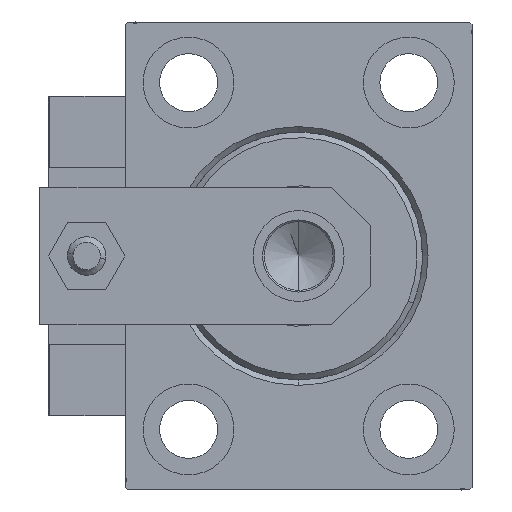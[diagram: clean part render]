
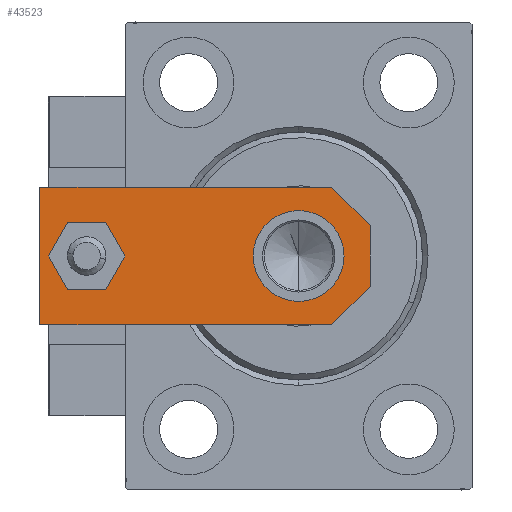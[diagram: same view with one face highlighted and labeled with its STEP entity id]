
A CAD part, left-side view. The second image highlights one B-rep face of the part: STEP entity #43523.
In plain terms, the highlighted face is planar.
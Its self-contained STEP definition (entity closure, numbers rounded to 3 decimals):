
#1252 = DIRECTION ( 'NONE',  ( 1., 0., 0. ) ) ;
#1625 = FACE_BOUND ( 'NONE', #17141, .T. ) ;
#1815 = AXIS2_PLACEMENT_3D ( 'NONE', #43344, #16896, #8688 ) ;
#2238 = LINE ( 'NONE', #41992, #30853 ) ;
#2563 = LINE ( 'NONE', #11267, #12484 ) ;
#4342 = AXIS2_PLACEMENT_3D ( 'NONE', #21177, #41184, #5784 ) ;
#4720 = CARTESIAN_POINT ( 'NONE',  ( 5.5, 0., 6. ) ) ;
#5627 = EDGE_CURVE ( 'NONE', #27670, #31725, #29522, .T. ) ;
#5784 = DIRECTION ( 'NONE',  ( 1., 0., 0. ) ) ;
#5972 = EDGE_CURVE ( 'NONE', #14660, #47491, #46941, .T. ) ;
#6439 = ORIENTED_EDGE ( 'NONE', *, *, #40897, .T. ) ;
#8688 = DIRECTION ( 'NONE',  ( 1., 0., 0. ) ) ;
#8814 = DIRECTION ( 'NONE',  ( 1., 0., 0. ) ) ;
#8916 = ORIENTED_EDGE ( 'NONE', *, *, #5972, .T. ) ;
#9016 = EDGE_CURVE ( 'NONE', #31725, #35622, #39782, .T. ) ;
#9718 = CARTESIAN_POINT ( 'NONE',  ( -12.5, 0., 6. ) ) ;
#10151 = AXIS2_PLACEMENT_3D ( 'NONE', #31653, #36513, #8814 ) ;
#10991 = ORIENTED_EDGE ( 'NONE', *, *, #5627, .T. ) ;
#11267 = CARTESIAN_POINT ( 'NONE',  ( 2.75, -2.75, 6. ) ) ;
#11630 = CARTESIAN_POINT ( 'NONE',  ( 8.25, 13., 6. ) ) ;
#12182 = CARTESIAN_POINT ( 'NONE',  ( 0., 13., 6. ) ) ;
#12395 = CARTESIAN_POINT ( 'NONE',  ( 12.5, 0., 6. ) ) ;
#12484 = VECTOR ( 'NONE', #41824, 1000. ) ;
#12626 = EDGE_CURVE ( 'NONE', #24966, #16918, #16458, .T. ) ;
#12849 = CIRCLE ( 'NONE', #21862, 8.25 ) ;
#13842 = EDGE_LOOP ( 'NONE', ( #32006, #14012 ) ) ;
#14012 = ORIENTED_EDGE ( 'NONE', *, *, #36252, .F. ) ;
#14660 = VERTEX_POINT ( 'NONE', #34818 ) ;
#15083 = CARTESIAN_POINT ( 'NONE',  ( -8.25, 13., 6. ) ) ;
#16458 = CIRCLE ( 'NONE', #44293, 4. ) ;
#16563 = CIRCLE ( 'NONE', #1815, 4. ) ;
#16896 = DIRECTION ( 'NONE',  ( 0., 0., 1. ) ) ;
#16918 = VERTEX_POINT ( 'NONE', #45618 ) ;
#16995 = EDGE_CURVE ( 'NONE', #35622, #14660, #2238, .T. ) ;
#17141 = EDGE_LOOP ( 'NONE', ( #48991, #47914 ) ) ;
#17524 = LINE ( 'NONE', #12395, #33412 ) ;
#18379 = DIRECTION ( 'NONE',  ( 0.707, -0.707, 0. ) ) ;
#20584 = PLANE ( 'NONE',  #10151 ) ;
#21177 = CARTESIAN_POINT ( 'NONE',  ( 0., 13., 6. ) ) ;
#21862 = AXIS2_PLACEMENT_3D ( 'NONE', #12182, #23971, #39629 ) ;
#22464 = ORIENTED_EDGE ( 'NONE', *, *, #16995, .T. ) ;
#23129 = CARTESIAN_POINT ( 'NONE',  ( -12.5, 60., 6. ) ) ;
#23219 = ORIENTED_EDGE ( 'NONE', *, *, #9016, .T. ) ;
#23368 = DIRECTION ( 'NONE',  ( 0., -1., 0. ) ) ;
#23445 = DIRECTION ( 'NONE',  ( 1., 0., 0. ) ) ;
#23971 = DIRECTION ( 'NONE',  ( 0., 0., 1. ) ) ;
#24962 = DIRECTION ( 'NONE',  ( 0., 1., 0. ) ) ;
#24966 = VERTEX_POINT ( 'NONE', #39014 ) ;
#25223 = VECTOR ( 'NONE', #1252, 1000. ) ;
#27670 = VERTEX_POINT ( 'NONE', #41702 ) ;
#29495 = EDGE_LOOP ( 'NONE', ( #23219, #22464, #8916, #6439, #36893, #10991 ) ) ;
#29522 = LINE ( 'NONE', #44932, #34247 ) ;
#30206 = EDGE_CURVE ( 'NONE', #34669, #30839, #12849, .T. ) ;
#30839 = VERTEX_POINT ( 'NONE', #15083 ) ;
#30853 = VECTOR ( 'NONE', #18379, 1000. ) ;
#31321 = CARTESIAN_POINT ( 'NONE',  ( -12.5, 60., 6. ) ) ;
#31653 = CARTESIAN_POINT ( 'NONE',  ( 0., 0., 6. ) ) ;
#31725 = VERTEX_POINT ( 'NONE', #23129 ) ;
#32006 = ORIENTED_EDGE ( 'NONE', *, *, #12626, .F. ) ;
#33412 = VECTOR ( 'NONE', #24962, 1000. ) ;
#34247 = VECTOR ( 'NONE', #49268, 1000. ) ;
#34503 = CARTESIAN_POINT ( 'NONE',  ( -12.5, 7., 6. ) ) ;
#34669 = VERTEX_POINT ( 'NONE', #11630 ) ;
#34818 = CARTESIAN_POINT ( 'NONE',  ( -5.5, 0., 6. ) ) ;
#35622 = VERTEX_POINT ( 'NONE', #34503 ) ;
#35791 = EDGE_CURVE ( 'NONE', #50642, #27670, #17524, .T. ) ;
#36252 = EDGE_CURVE ( 'NONE', #16918, #24966, #16563, .T. ) ;
#36513 = DIRECTION ( 'NONE',  ( 0., 0., 1. ) ) ;
#36882 = CARTESIAN_POINT ( 'NONE',  ( 12.5, 7., 6. ) ) ;
#36893 = ORIENTED_EDGE ( 'NONE', *, *, #35791, .T. ) ;
#38545 = EDGE_CURVE ( 'NONE', #30839, #34669, #46127, .T. ) ;
#38852 = CARTESIAN_POINT ( 'NONE',  ( 0., 51.5, 6. ) ) ;
#39014 = CARTESIAN_POINT ( 'NONE',  ( -4., 51.5, 6. ) ) ;
#39629 = DIRECTION ( 'NONE',  ( 1., 0., 0. ) ) ;
#39782 = LINE ( 'NONE', #31321, #45033 ) ;
#40113 = FACE_BOUND ( 'NONE', #13842, .T. ) ;
#40362 = FACE_OUTER_BOUND ( 'NONE', #29495, .T. ) ;
#40897 = EDGE_CURVE ( 'NONE', #47491, #50642, #2563, .T. ) ;
#41184 = DIRECTION ( 'NONE',  ( 0., 0., 1. ) ) ;
#41702 = CARTESIAN_POINT ( 'NONE',  ( 12.5, 60., 6. ) ) ;
#41824 = DIRECTION ( 'NONE',  ( 0.707, 0.707, 0. ) ) ;
#41992 = CARTESIAN_POINT ( 'NONE',  ( -2.75, -2.75, 6. ) ) ;
#43344 = CARTESIAN_POINT ( 'NONE',  ( 0., 51.5, 6. ) ) ;
#43523 = ADVANCED_FACE ( 'NONE', ( #40113, #40362, #1625 ), #20584, .T. ) ;
#44293 = AXIS2_PLACEMENT_3D ( 'NONE', #38852, #47556, #23445 ) ;
#44932 = CARTESIAN_POINT ( 'NONE',  ( 12.5, 60., 6. ) ) ;
#45033 = VECTOR ( 'NONE', #23368, 1000. ) ;
#45618 = CARTESIAN_POINT ( 'NONE',  ( 4., 51.5, 6. ) ) ;
#46127 = CIRCLE ( 'NONE', #4342, 8.25 ) ;
#46941 = LINE ( 'NONE', #9718, #25223 ) ;
#47491 = VERTEX_POINT ( 'NONE', #4720 ) ;
#47556 = DIRECTION ( 'NONE',  ( 0., 0., 1. ) ) ;
#47914 = ORIENTED_EDGE ( 'NONE', *, *, #30206, .F. ) ;
#48991 = ORIENTED_EDGE ( 'NONE', *, *, #38545, .F. ) ;
#49268 = DIRECTION ( 'NONE',  ( -1., 0., 0. ) ) ;
#50642 = VERTEX_POINT ( 'NONE', #36882 ) ;
